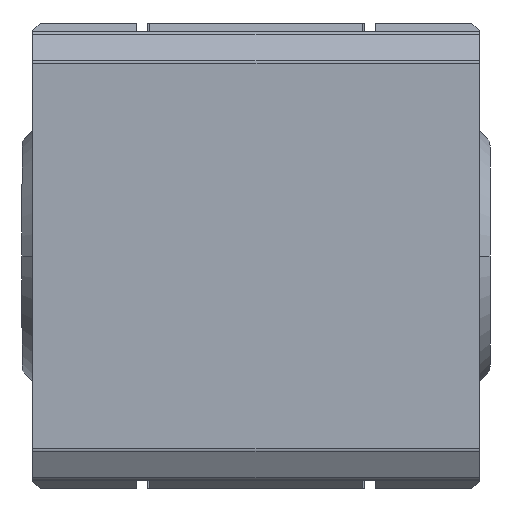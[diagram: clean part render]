
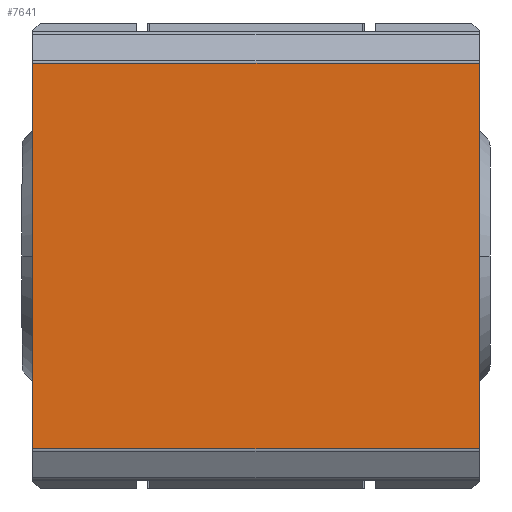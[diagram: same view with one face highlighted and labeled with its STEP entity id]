
A CAD part, front view. The second image highlights one B-rep face of the part: STEP entity #7641.
In plain terms, the highlighted planar face has unit normal (0, -1, 0).
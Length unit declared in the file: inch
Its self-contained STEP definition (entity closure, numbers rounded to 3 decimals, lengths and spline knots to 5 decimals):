
#2141 = CARTESIAN_POINT ( 'NONE',  ( 0.82283, -1.00787, 0.71021 ) ) ;
#2267 = DIRECTION ( 'NONE',  ( 0., 0., -1. ) ) ;
#2803 = DIRECTION ( 'NONE',  ( 0., 0., 1. ) ) ;
#2875 = CARTESIAN_POINT ( 'NONE',  ( 0.82283, -1.00787, -0.71021 ) ) ;
#4753 = DIRECTION ( 'NONE',  ( 1., 0., 0. ) ) ;
#4828 = VECTOR ( 'NONE', #43771, 39.37008 ) ;
#6486 = VERTEX_POINT ( 'NONE', #17373 ) ;
#6992 = DIRECTION ( 'NONE',  ( 0., 0., -1. ) ) ;
#7641 = ADVANCED_FACE ( 'NONE', ( #40780 ), #9574, .F. ) ;
#9487 = CARTESIAN_POINT ( 'NONE',  ( -0.82283, -1.00787, 0.80315 ) ) ;
#9567 = EDGE_CURVE ( 'NONE', #33342, #26823, #41356, .T. ) ;
#9574 = PLANE ( 'NONE',  #18852 ) ;
#16057 = CARTESIAN_POINT ( 'NONE',  ( 0.82283, -1.00787, 0.71021 ) ) ;
#16091 = LINE ( 'NONE', #9487, #22761 ) ;
#16163 = ORIENTED_EDGE ( 'NONE', *, *, #18235, .F. ) ;
#16205 = LINE ( 'NONE', #29540, #4828 ) ;
#17373 = CARTESIAN_POINT ( 'NONE',  ( -0.82283, -1.00787, 0.71021 ) ) ;
#18235 = EDGE_CURVE ( 'NONE', #26823, #37244, #16205, .T. ) ;
#18852 = AXIS2_PLACEMENT_3D ( 'NONE', #2141, #19573, #2803 ) ;
#19573 = DIRECTION ( 'NONE',  ( 0., 1., 0. ) ) ;
#19791 = CARTESIAN_POINT ( 'NONE',  ( -0.82283, -1.00787, -0.71021 ) ) ;
#21515 = CARTESIAN_POINT ( 'NONE',  ( 0.82283, -1.00787, 0.71021 ) ) ;
#22761 = VECTOR ( 'NONE', #2267, 39.37008 ) ;
#23682 = EDGE_CURVE ( 'NONE', #6486, #37244, #16091, .T. ) ;
#26823 = VERTEX_POINT ( 'NONE', #2875 ) ;
#27605 = VECTOR ( 'NONE', #4753, 39.37008 ) ;
#28950 = LINE ( 'NONE', #21515, #27605 ) ;
#29540 = CARTESIAN_POINT ( 'NONE',  ( 0.82283, -1.00787, -0.71021 ) ) ;
#30729 = CARTESIAN_POINT ( 'NONE',  ( 0.82283, -1.00787, 0.80315 ) ) ;
#33342 = VERTEX_POINT ( 'NONE', #16057 ) ;
#34338 = EDGE_CURVE ( 'NONE', #6486, #33342, #28950, .T. ) ;
#37244 = VERTEX_POINT ( 'NONE', #19791 ) ;
#40298 = ORIENTED_EDGE ( 'NONE', *, *, #34338, .F. ) ;
#40780 = FACE_OUTER_BOUND ( 'NONE', #42531, .T. ) ;
#41356 = LINE ( 'NONE', #30729, #43378 ) ;
#42468 = ORIENTED_EDGE ( 'NONE', *, *, #9567, .F. ) ;
#42531 = EDGE_LOOP ( 'NONE', ( #16163, #42468, #40298, #43160 ) ) ;
#43160 = ORIENTED_EDGE ( 'NONE', *, *, #23682, .T. ) ;
#43378 = VECTOR ( 'NONE', #6992, 39.37008 ) ;
#43771 = DIRECTION ( 'NONE',  ( -1., 0., 0. ) ) ;
